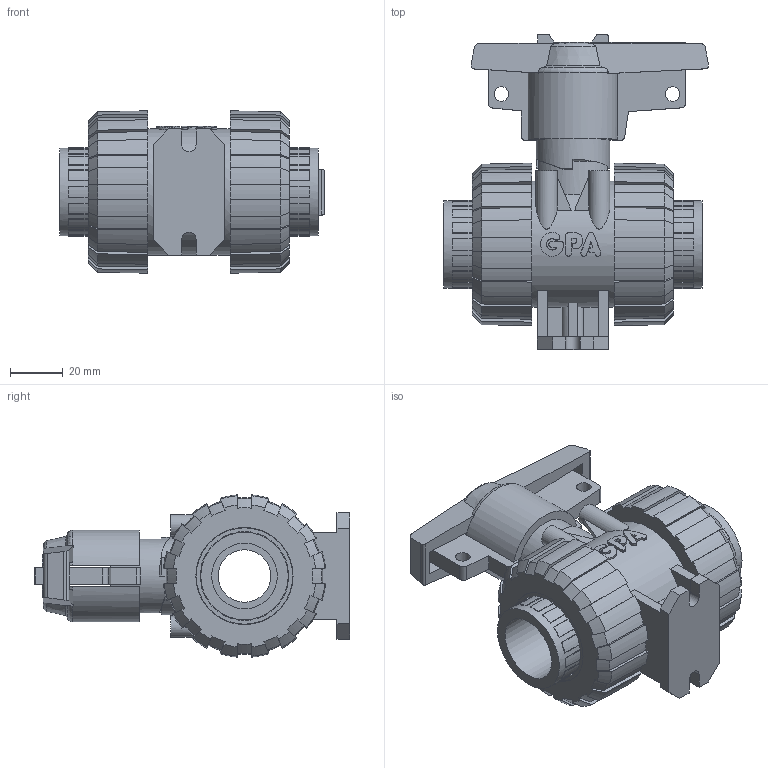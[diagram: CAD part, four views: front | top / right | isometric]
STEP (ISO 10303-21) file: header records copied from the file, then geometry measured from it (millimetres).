
FILE_DESCRIPTION(/* description */ ('PVC Ball Valve type M1 with EPDM gasket and PVC Sockets, Ø25/DN20, PN16'),/* implementation_level */ '2;1');
FILE_NAME(/* name */ 'M1IU-E-025',/* time_stamp */ '2022-08-04T16:47:02+02:00',/* author */ ('COAB Solutions - www.coabsolutions.com'),/* organization */ ('GPA Flowsystem'),/* preprocessor_version */ 'ST-DEVELOPER v18.1',/* originating_system */ 'coabsolutions.com',/* authorisation */ 'unknown authorization');
FILE_SCHEMA (('AUTOMOTIVE_DESIGN { 1 0 10303 214 3 1 1 }'));
Length unit declared in the file: millimetre
Products named in the file (1): M1IU-E-025
Bounding box: 100.65 x 119.93 x 61.76 mm (x, y, z)
Volume: 234575.6 mm3; surface area: 60555.4 mm2
Topology: 1 solids, 3 shells, 583 faces, 1690 edges, 1123 vertices
Faces by surface type: plane 330, cone 142, cylinder 82, bspline 21, torus 8
Full cylindrical faces by diameter (mm): 5.5 x2, 8.1 x4, 20 x1, 25 x2, 28 x1, 33.3 x2, 36.7 x2, 37 x2, 48 x3
Entity records: 20055 total; most frequent: CARTESIAN_POINT 4997, ORIENTED_EDGE 3380, DIRECTION 2971, EDGE_CURVE 1690, VERTEX_POINT 1123, AXIS2_PLACEMENT_3D 1074, LINE 823, VECTOR 823
